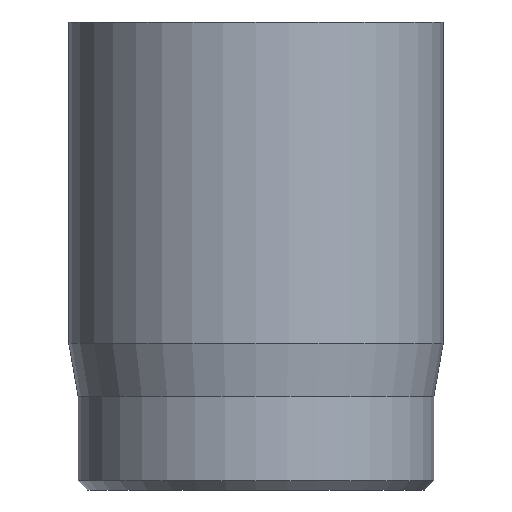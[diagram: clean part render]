
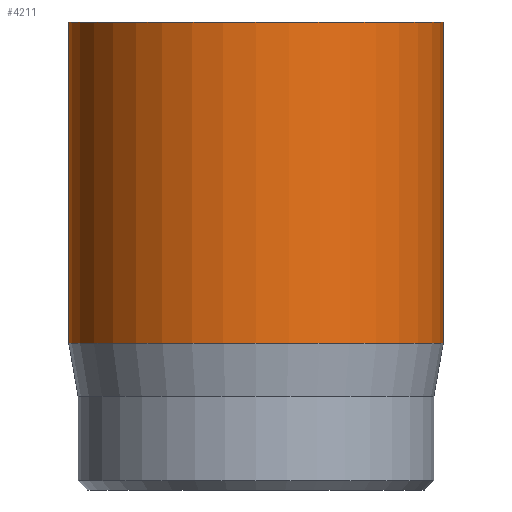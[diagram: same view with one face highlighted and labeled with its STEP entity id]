
A CAD part, front view. The second image highlights one B-rep face of the part: STEP entity #4211.
In plain terms, the highlighted cylindrical face has radius 2 mm (diameter 4 mm), a full revolution.
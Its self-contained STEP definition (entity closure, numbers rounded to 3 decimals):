
#31=CYLINDRICAL_SURFACE('',#4372,2.);
#43=CIRCLE('',#4347,2.);
#54=CIRCLE('',#4370,2.);
#55=CIRCLE('',#4371,2.);
#375=FACE_OUTER_BOUND('',#625,.T.);
#625=EDGE_LOOP('',(#3753,#3754,#3755,#3756,#3757));
#932=LINE('',#8046,#1246);
#1246=VECTOR('',#4863,2.);
#1934=VERTEX_POINT('',#8001);
#1945=VERTEX_POINT('',#8040);
#1946=VERTEX_POINT('',#8041);
#2537=EDGE_CURVE('',#1934,#1934,#43,.T.);
#2553=EDGE_CURVE('',#1945,#1946,#54,.T.);
#2554=EDGE_CURVE('',#1946,#1945,#55,.T.);
#2556=EDGE_CURVE('',#1934,#1945,#932,.T.);
#3753=ORIENTED_EDGE('',*,*,#2537,.T.);
#3754=ORIENTED_EDGE('',*,*,#2556,.T.);
#3755=ORIENTED_EDGE('',*,*,#2553,.T.);
#3756=ORIENTED_EDGE('',*,*,#2554,.T.);
#3757=ORIENTED_EDGE('',*,*,#2556,.F.);
#4211=ADVANCED_FACE('',(#375),#31,.T.);
#4347=AXIS2_PLACEMENT_3D('',#8002,#4805,#4806);
#4370=AXIS2_PLACEMENT_3D('',#8042,#4856,#4857);
#4371=AXIS2_PLACEMENT_3D('',#8043,#4858,#4859);
#4372=AXIS2_PLACEMENT_3D('',#8045,#4861,#4862);
#4805=DIRECTION('center_axis',(0.,0.,-1.));
#4806=DIRECTION('ref_axis',(-1.,0.,0.));
#4856=DIRECTION('center_axis',(0.,0.,1.));
#4857=DIRECTION('ref_axis',(-1.,0.,0.));
#4858=DIRECTION('center_axis',(0.,0.,1.));
#4859=DIRECTION('ref_axis',(-1.,0.,0.));
#4861=DIRECTION('center_axis',(0.,0.,1.));
#4862=DIRECTION('ref_axis',(-1.,0.,0.));
#4863=DIRECTION('',(0.,0.,-1.));
#8001=CARTESIAN_POINT('',(2.,0.,5.));
#8002=CARTESIAN_POINT('Origin',(0.,0.,5.));
#8040=CARTESIAN_POINT('',(2.,0.,1.567));
#8041=CARTESIAN_POINT('',(-2.,0.,1.567));
#8042=CARTESIAN_POINT('Origin',(0.,0.,1.567));
#8043=CARTESIAN_POINT('Origin',(0.,0.,1.567));
#8045=CARTESIAN_POINT('Origin',(0.,0.,0.));
#8046=CARTESIAN_POINT('',(2.,0.,0.));
